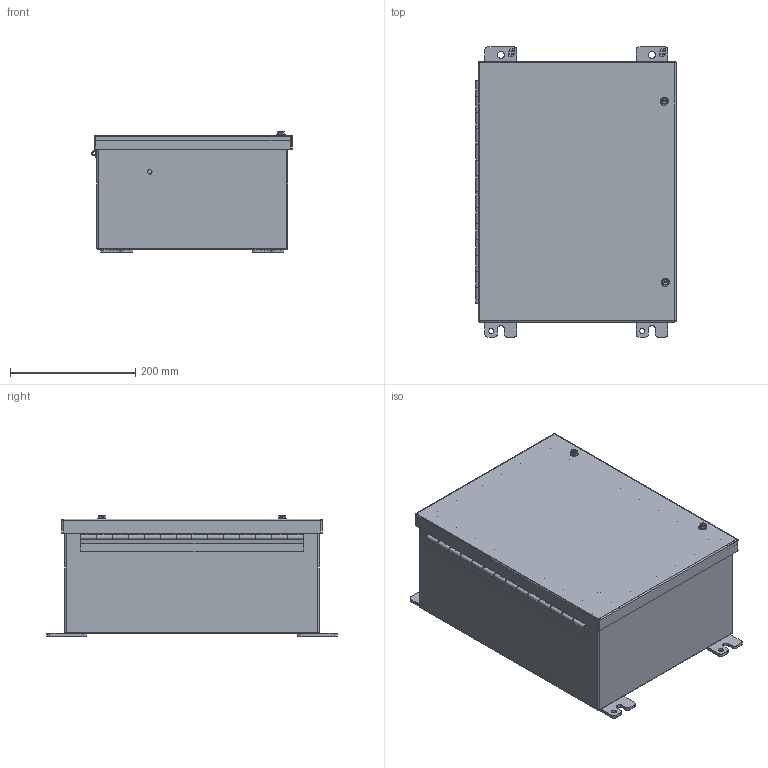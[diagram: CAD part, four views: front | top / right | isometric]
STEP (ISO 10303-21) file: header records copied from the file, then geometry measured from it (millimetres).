
FILE_DESCRIPTION (( 'STEP AP214' ), '1' );
FILE_NAME ('1418JB7.STEP', '2019-10-30T20:48:48', ( '' ), ( '' ), 'SwSTEP 2.0', 'SolidWorks 2019', '' );
FILE_SCHEMA (( 'AUTOMOTIVE_DESIGN' ));
Length unit declared in the file: inch
Products named in the file (1): 1418JB7
Bounding box: 320.13 x 463.55 x 192.3 mm (x, y, z)
Volume: 1491995.5 mm3; surface area: 1435186.9 mm2
Topology: 29 solids, 29 shells, 589 faces, 1435 edges, 925 vertices
Faces by surface type: plane 401, cylinder 152, bspline 16, torus 8, sphere 8, cone 4
Full cylindrical faces by diameter (mm): 4.763 x2, 6.198 x2, 6.35 x2, 6.604 x2, 6.76 x2, 7.137 x2, 7.805 x2, 7.937 x2, 7.938 x2, 8.382 x4, 9.525 x4, 10.08 x2, 11.112 x2, 11.113 x2, 11.303 x2, 12.7 x4, 12.954 x2, 13.74 x2, 16.51 x4, 25.4 x2
Entity records: 23972 total; most frequent: CARTESIAN_POINT 3378, DIRECTION 2800, ORIENTED_EDGE 2718, EDGE_CURVE 1359, LINE 1018, VECTOR 1018, VERTEX_POINT 921, AXIS2_PLACEMENT_3D 891
